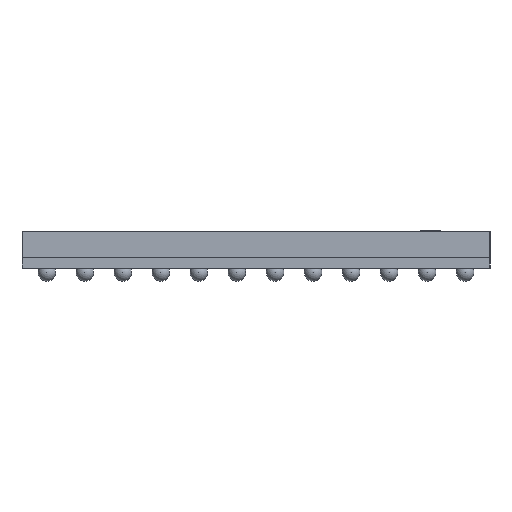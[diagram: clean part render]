
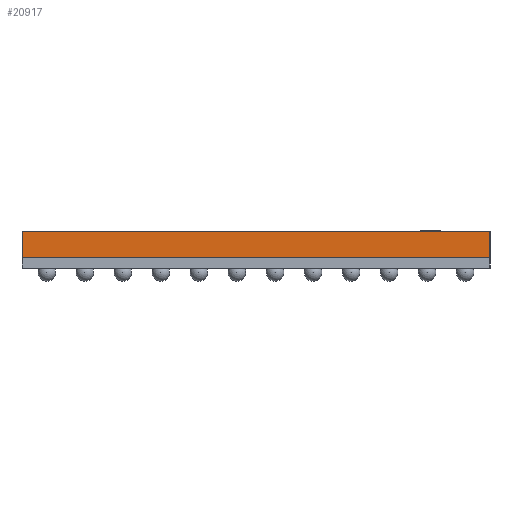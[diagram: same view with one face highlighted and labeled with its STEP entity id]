
A CAD part, left-side view. The second image highlights one B-rep face of the part: STEP entity #20917.
In plain terms, the highlighted planar face has unit normal (-1, 0, 0).
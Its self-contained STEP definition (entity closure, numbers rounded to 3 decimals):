
#122 = EDGE_CURVE ( 'NONE', #20015, #2098, #23514, .T. ) ;
#157 = CARTESIAN_POINT ( 'NONE',  ( -4., 4., 0.45 ) ) ;
#256 = CARTESIAN_POINT ( 'NONE',  ( -4., 4., 0.45 ) ) ;
#2098 = VERTEX_POINT ( 'NONE', #14465 ) ;
#2510 = DIRECTION ( 'NONE',  ( 0., -1., 0. ) ) ;
#2582 = VECTOR ( 'NONE', #22589, 1000. ) ;
#2929 = CARTESIAN_POINT ( 'NONE',  ( -4., 4., 0. ) ) ;
#5630 = CARTESIAN_POINT ( 'NONE',  ( -4., -4., 0.45 ) ) ;
#6519 = DIRECTION ( 'NONE',  ( 0., 1., 0. ) ) ;
#6905 = ORIENTED_EDGE ( 'NONE', *, *, #122, .T. ) ;
#8270 = CARTESIAN_POINT ( 'NONE',  ( -4., -4., 0. ) ) ;
#8351 = VECTOR ( 'NONE', #2510, 1000. ) ;
#9747 = VERTEX_POINT ( 'NONE', #8270 ) ;
#9908 = CARTESIAN_POINT ( 'NONE',  ( -4., 4., 0.45 ) ) ;
#10069 = ORIENTED_EDGE ( 'NONE', *, *, #13014, .F. ) ;
#10417 = VECTOR ( 'NONE', #16353, 1000. ) ;
#12014 = CARTESIAN_POINT ( 'NONE',  ( -4., -4., 0.45 ) ) ;
#13014 = EDGE_CURVE ( 'NONE', #18389, #9747, #13857, .T. ) ;
#13514 = DIRECTION ( 'NONE',  ( 0., 0., -1. ) ) ;
#13857 = LINE ( 'NONE', #12014, #10417 ) ;
#14465 = CARTESIAN_POINT ( 'NONE',  ( -4., 4., 0. ) ) ;
#16353 = DIRECTION ( 'NONE',  ( 0., 0., -1. ) ) ;
#17069 = ORIENTED_EDGE ( 'NONE', *, *, #23318, .F. ) ;
#17550 = FACE_OUTER_BOUND ( 'NONE', #23847, .T. ) ;
#18057 = EDGE_CURVE ( 'NONE', #2098, #9747, #19346, .T. ) ;
#18281 = LINE ( 'NONE', #9908, #2582 ) ;
#18389 = VERTEX_POINT ( 'NONE', #5630 ) ;
#18669 = VECTOR ( 'NONE', #13514, 1000. ) ;
#19346 = LINE ( 'NONE', #2929, #8351 ) ;
#20015 = VERTEX_POINT ( 'NONE', #256 ) ;
#20917 = ADVANCED_FACE ( 'NONE', ( #17550 ), #25734, .F. ) ;
#20985 = AXIS2_PLACEMENT_3D ( 'NONE', #157, #25601, #6519 ) ;
#21856 = CARTESIAN_POINT ( 'NONE',  ( -4., 4., 0.45 ) ) ;
#22589 = DIRECTION ( 'NONE',  ( 0., -1., 0. ) ) ;
#23318 = EDGE_CURVE ( 'NONE', #20015, #18389, #18281, .T. ) ;
#23514 = LINE ( 'NONE', #21856, #18669 ) ;
#23847 = EDGE_LOOP ( 'NONE', ( #26747, #10069, #17069, #6905 ) ) ;
#25601 = DIRECTION ( 'NONE',  ( 1., 0., 0. ) ) ;
#25734 = PLANE ( 'NONE',  #20985 ) ;
#26747 = ORIENTED_EDGE ( 'NONE', *, *, #18057, .T. ) ;
